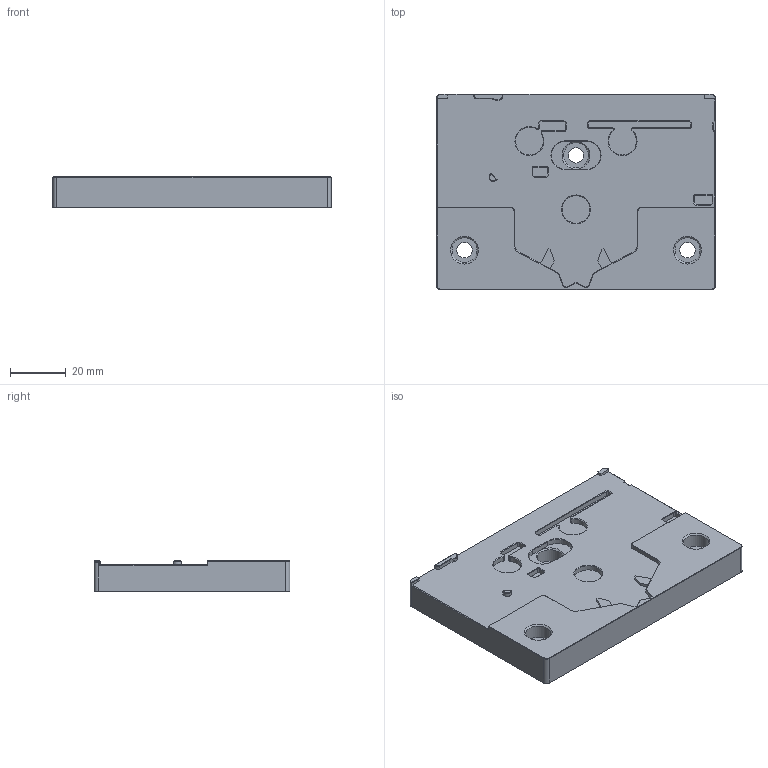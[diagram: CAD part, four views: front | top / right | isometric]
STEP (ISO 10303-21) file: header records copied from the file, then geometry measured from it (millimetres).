
FILE_DESCRIPTION(/* description */ (''),/* implementation_level */ '2;1');
FILE_NAME(/* name */ 'tool.step',/* time_stamp */ '2024-08-02T13:48:56+02:00',/* author */ (''),/* organization */ (''),/* preprocessor_version */ 'ST-DEVELOPER v20',/* originating_system */ 'Autodesk Translation Framework v13.14.0.145',/* authorisation */ '');
FILE_SCHEMA (('AUTOMOTIVE_DESIGN { 1 0 10303 214 3 1 1 }'));
Length unit declared in the file: millimetre
Products named in the file (1): PODLOZKA
Bounding box: 100 x 70.15 x 11 mm (x, y, z)
Volume: 67227.1 mm3; surface area: 18738.1 mm2
Topology: 1 solids, 1 shells, 219 faces, 531 edges, 323 vertices
Faces by surface type: plane 147, cylinder 36, cone 32, bspline 4
Full cylindrical faces by diameter (mm): 5.5 x3, 9 x3, 10 x1
Entity records: 6435 total; most frequent: CARTESIAN_POINT 1272, ORIENTED_EDGE 1062, DIRECTION 1054, EDGE_CURVE 531, LINE 406, VECTOR 406, AXIS2_PLACEMENT_3D 324, VERTEX_POINT 323
